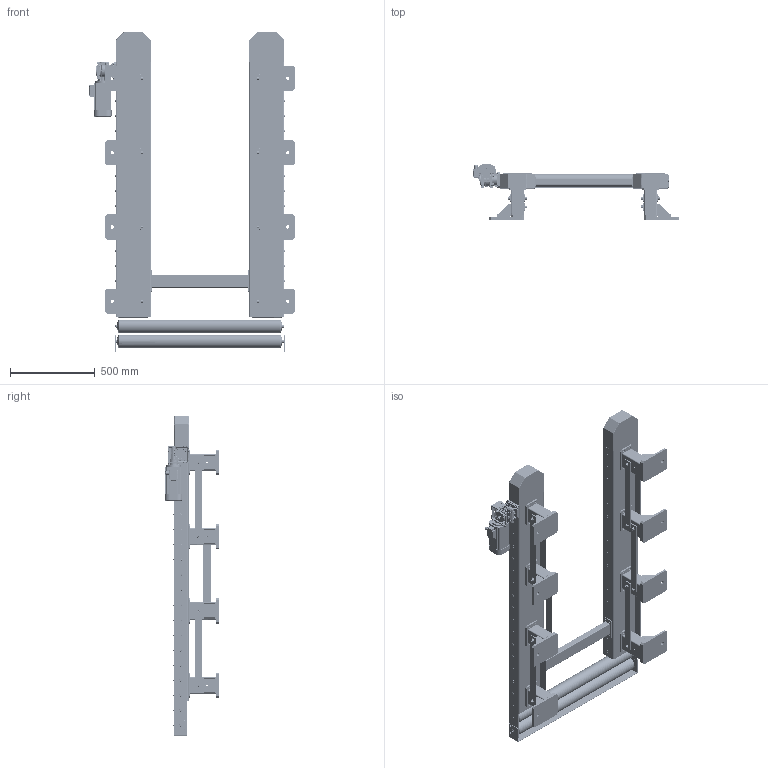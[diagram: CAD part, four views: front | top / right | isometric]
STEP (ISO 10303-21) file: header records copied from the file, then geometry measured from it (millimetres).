
FILE_DESCRIPTION(('FreeCAD Model'),'2;1');
FILE_NAME('Open CASCADE Shape Model','2025-05-29T07:47:22',('FreeCAD'),( 'FreeCAD'),'Open CASCADE STEP processor 7.6','FreeCAD','Unknown');
FILE_SCHEMA(('AUTOMOTIVE_DESIGN { 1 0 10303 214 1 1 1 1 }'));
Products named in the file (1): Open CASCADE STEP translator 7.6 1
Bounding box: 1213.54 x 324.07 x 1894.92 mm (x, y, z)
Volume: 72761252.9 mm3; surface area: 7762523 mm2
Topology: 133 solids, 137 shells, 3890 faces, 9199 edges, 5747 vertices
Faces by surface type: bspline 3890
Entity records: 121218 total; most frequent: CARTESIAN_POINT 67884, ORIENTED_EDGE 18270, EDGE_CURVE 9135, VERTEX_POINT 5747, B_SPLINE_CURVE_WITH_KNOTS 5133, FACE_BOUND 4546, EDGE_LOOP 4546, ADVANCED_FACE 3890
